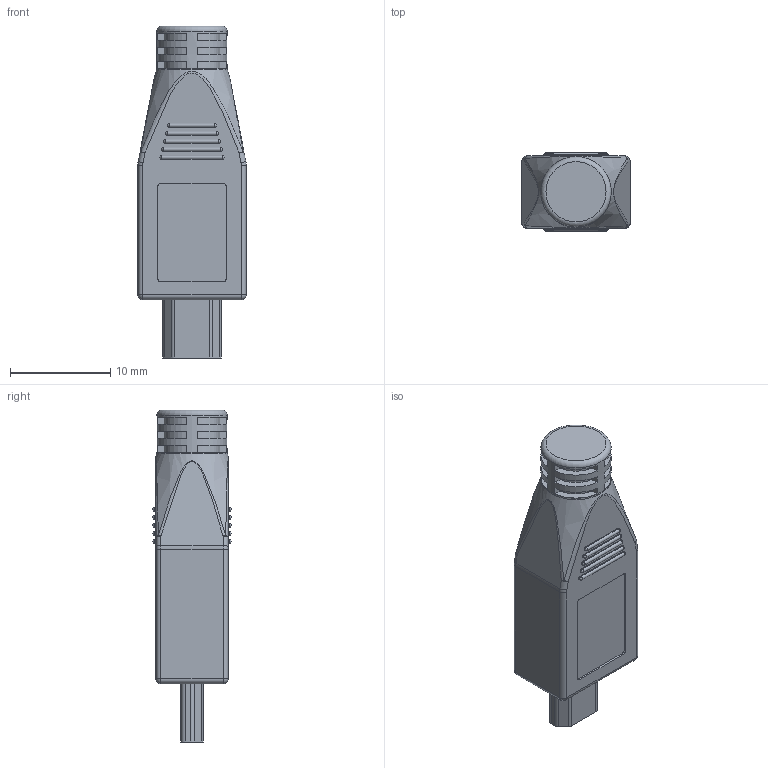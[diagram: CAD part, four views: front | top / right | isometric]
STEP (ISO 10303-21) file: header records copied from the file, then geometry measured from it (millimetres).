
FILE_DESCRIPTION(/* description */ ('*'),/* implementation_level */ '2;1');
FILE_NAME(/* name */ 'Micro HDMI Male.stp',/* time_stamp */ '2020-03-09T11:48:48+01:00',/* author */ ('matyja'),/* organization */ ('ETC-PZL Aerospace Industries Sp. z o. o.'),/* preprocessor_version */ 'ST-DEVELOPER v18',/* originating_system */ 'Autodesk Inventor 2020',/* authorisation */ '');
FILE_SCHEMA (('AUTOMOTIVE_DESIGN { 1 0 10303 214 3 1 1 }'));
Length unit declared in the file: millimetre
Products named in the file (3): Micro HDMI Male; micro HDMI body; micro HDMI contact
Assembly tree (2 placements, depth 2):
  Micro HDMI Male
    micro HDMI body
    micro HDMI contact
Bounding box: 10.8 x 7.8 x 33.1 mm (x, y, z)
Volume: 1810.2 mm3; surface area: 1372.3 mm2
Topology: 3 solids, 3 shells, 375 faces, 984 edges, 606 vertices
Faces by surface type: plane 243, cylinder 83, sphere 28, bspline 14, torus 6, cone 1
Full cylindrical faces by diameter (mm): 7 x1
Entity records: 11835 total; most frequent: CARTESIAN_POINT 2531, ORIENTED_EDGE 1888, DIRECTION 1858, EDGE_CURVE 944, LINE 704, VECTOR 704, VERTEX_POINT 606, AXIS2_PLACEMENT_3D 577
